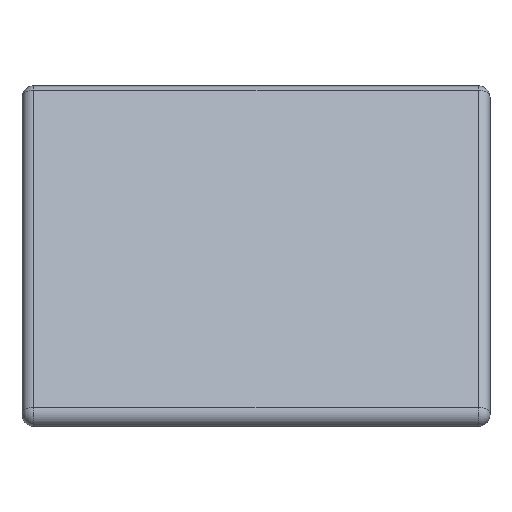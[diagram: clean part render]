
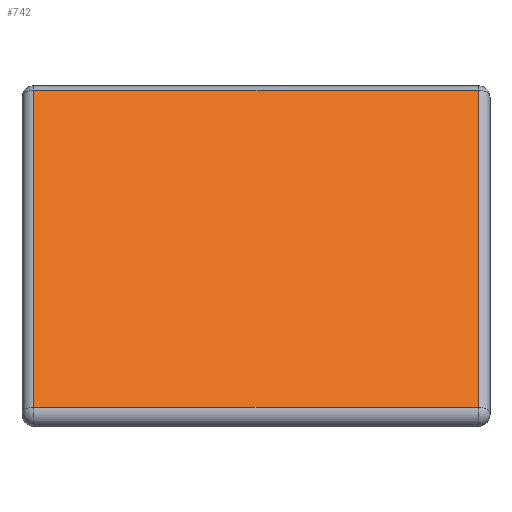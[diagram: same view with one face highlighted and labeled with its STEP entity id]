
A CAD part, left-side view. The second image highlights one B-rep face of the part: STEP entity #742.
In plain terms, the highlighted planar face has unit normal (-0.781, 0, 0.625).
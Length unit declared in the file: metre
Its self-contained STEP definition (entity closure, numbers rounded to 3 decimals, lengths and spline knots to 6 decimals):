
#77=ORIENTED_EDGE('',*,*,#283,.T.);
#78=ORIENTED_EDGE('',*,*,#284,.T.);
#79=ORIENTED_EDGE('',*,*,#285,.T.);
#80=ORIENTED_EDGE('',*,*,#286,.T.);
#283=EDGE_CURVE('',#384,#385,#452,.F.);
#284=EDGE_CURVE('',#385,#386,#453,.T.);
#285=EDGE_CURVE('',#386,#387,#454,.T.);
#286=EDGE_CURVE('',#387,#384,#455,.F.);
#384=VERTEX_POINT('',#1141);
#385=VERTEX_POINT('',#1142);
#386=VERTEX_POINT('',#1144);
#387=VERTEX_POINT('',#1146);
#452=LINE('',#1140,#539);
#453=LINE('',#1143,#540);
#454=LINE('',#1145,#541);
#455=LINE('',#1147,#542);
#539=VECTOR('',#905,1.);
#540=VECTOR('',#906,1.);
#541=VECTOR('',#907,1.);
#542=VECTOR('',#908,1.);
#606=EDGE_LOOP('',(#77,#78,#79,#80));
#659=FACE_BOUND('',#606,.T.);
#710=PLANE('',#802);
#742=ADVANCED_FACE('',(#659),#710,.F.);
#802=AXIS2_PLACEMENT_3D('',#1139,#903,#904);
#903=DIRECTION('',(0.781,0.,-0.625));
#904=DIRECTION('',(-0.625,0.,-0.781));
#905=DIRECTION('',(-0.625,0.,-0.781));
#906=DIRECTION('',(0.,1.,0.));
#907=DIRECTION('',(-0.625,0.,-0.781));
#908=DIRECTION('',(0.,1.,0.));
#1139=CARTESIAN_POINT('',(-0.034372,-0.12,-0.036531));
#1140=CARTESIAN_POINT('',(0.002082,-0.117,0.009));
#1141=CARTESIAN_POINT('',(-0.066924,-0.117,-0.077187));
#1142=CARTESIAN_POINT('',(-0.001821,-0.117,0.004125));
#1143=CARTESIAN_POINT('',(-0.001821,0.,0.004125));
#1144=CARTESIAN_POINT('',(-0.001821,-0.003,0.004125));
#1145=CARTESIAN_POINT('',(-0.034372,-0.003,-0.036531));
#1146=CARTESIAN_POINT('',(-0.066924,-0.003,-0.077187));
#1147=CARTESIAN_POINT('',(-0.066924,-0.12,-0.077187));
